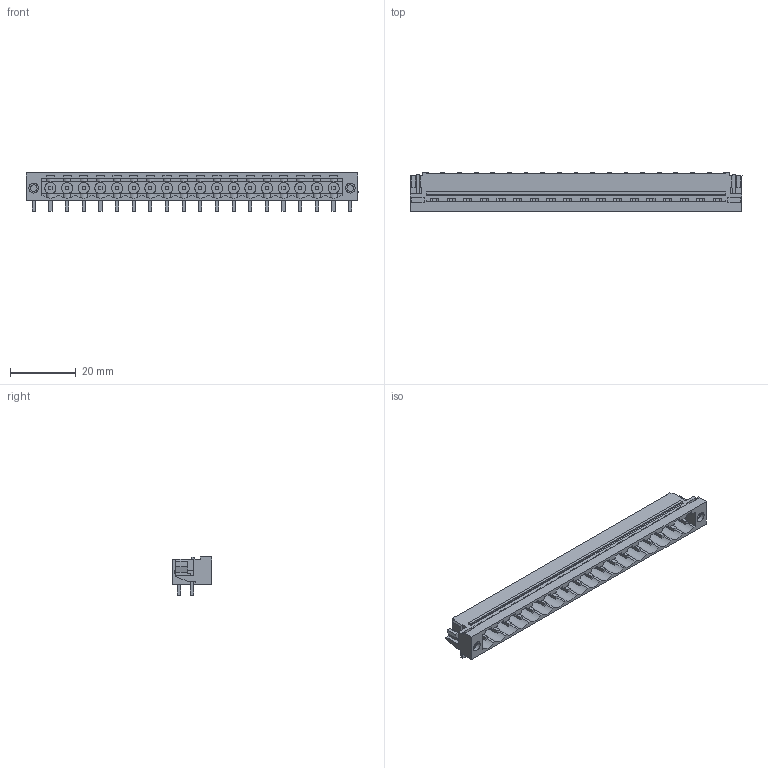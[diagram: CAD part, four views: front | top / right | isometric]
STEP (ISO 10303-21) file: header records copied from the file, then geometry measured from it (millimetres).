
FILE_DESCRIPTION(('CATIA V5R22 STEP214','CAx-IF Rec.Pracs.--- Model Styling and Organization---1.4--- 2014-01-23'),'2;1');
FILE_NAME ('D1456975_1_1837790000_1837790000.stp','2023-05-11T06:55:13+00:00',('none'),('Weidmueller'),'CATIA Version 5-6 Release 2016 SP3 HF44','CATIA V5 STEP AP214','none');
FILE_SCHEMA(('AUTOMOTIVE_DESIGN { 1 0 10303 214 1 1 1 1 }'));
Length unit declared in the file: millimetre
Products named in the file (1): 1837790000
Bounding box: 101.24 x 12 x 11.63 mm (x, y, z)
Volume: 3902.5 mm3; surface area: 8845 mm2
Topology: 21 solids, 21 shells, 1120 faces, 3418 edges, 2254 vertices
Faces by surface type: plane 905, cylinder 177, extrusion 38
Entity records: 36118 total; most frequent: CARTESIAN_POINT 8475, ORIENTED_EDGE 6836, DIRECTION 4036, EDGE_CURVE 3418, VECTOR 2582, LINE 2544, VERTEX_POINT 2254, EDGE_LOOP 1186
